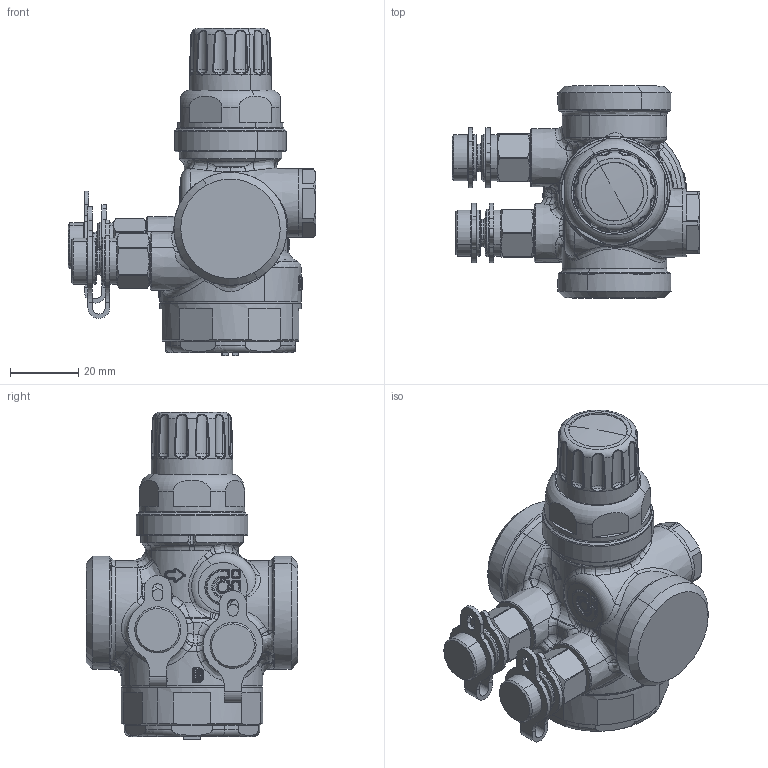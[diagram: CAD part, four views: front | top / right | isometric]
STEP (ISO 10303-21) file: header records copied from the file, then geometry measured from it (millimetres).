
FILE_DESCRIPTION(('CATIA V5 STEP Exchange','CAx-IF Rec.Pracs.--- Model Styling and Organization---1.4--- 2014-01-23','CAx-IF Rec.Pracs.---3D Tessellated Data Validation Properties---0.5---2014-09-14'),'2;1');
FILE_NAME('STEP_145557_H20_-_TST.stp','2022-09-21T08:49:12+00:00',('none'),('none'),'CATIA Version 5-6 Release 2019 SP3','CATIA V5 STEP AP242 v1','none');
FILE_SCHEMA(('AP242_MANAGED_MODEL_BASED_3D_ENGINEERING_MIM_LF {1 0 10303 442 1 1 4}'));
Products named in the file (1): 145557 H20 - TST
Bounding box: 72.5 x 62 x 95.93 mm (x, y, z)
Volume: 119174.8 mm3; surface area: 22651.5 mm2
Topology: 1 solids, 3 shells, 1740 faces, 4105 edges, 2304 vertices
Faces by surface type: bspline 951, cylinder 345, plane 173, cone 126, torus 84, sphere 47, revolution 14
Entity records: 98973 total; most frequent: CARTESIAN_POINT 68848, ORIENTED_EDGE 7986, EDGE_CURVE 3993, B_SPLINE_CURVE_WITH_KNOTS 2598, DIRECTION 2543, VERTEX_POINT 2304, EDGE_LOOP 1797, ADVANCED_FACE 1740
